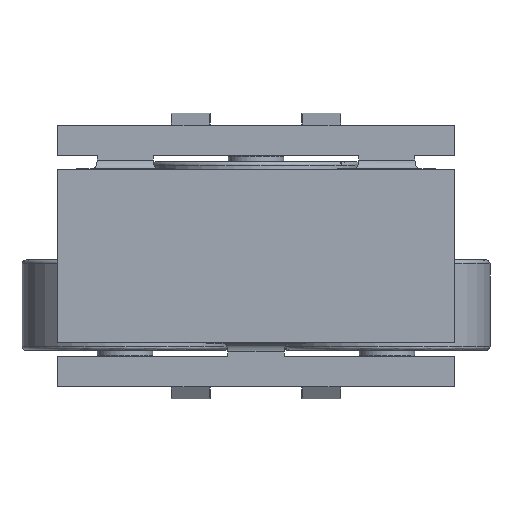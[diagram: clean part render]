
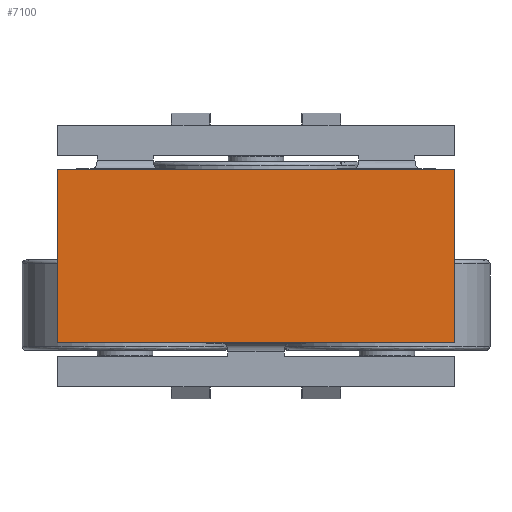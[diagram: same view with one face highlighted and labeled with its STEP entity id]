
A CAD part, front view. The second image highlights one B-rep face of the part: STEP entity #7100.
In plain terms, the highlighted planar face has unit normal (0, -1, 0).
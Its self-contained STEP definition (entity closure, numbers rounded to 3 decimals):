
#180 = LINE ( 'NONE', #10208, #7453 ) ;
#406 = DIRECTION ( 'NONE',  ( 0., -1., 0. ) ) ;
#1028 = DIRECTION ( 'NONE',  ( -1., 0., 0. ) ) ;
#1236 = DIRECTION ( 'NONE',  ( 0., 0., 1. ) ) ;
#1645 = ORIENTED_EDGE ( 'NONE', *, *, #8283, .T. ) ;
#2043 = EDGE_CURVE ( 'NONE', #11826, #8250, #9406, .T. ) ;
#2467 = VECTOR ( 'NONE', #4340, 1000. ) ;
#3029 = CARTESIAN_POINT ( 'NONE',  ( -25., 0., -10.913 ) ) ;
#3291 = CARTESIAN_POINT ( 'NONE',  ( -25., 0., 0. ) ) ;
#3302 = LINE ( 'NONE', #3853, #8240 ) ;
#3608 = VERTEX_POINT ( 'NONE', #8757 ) ;
#3853 = CARTESIAN_POINT ( 'NONE',  ( 0., 0., -10.913 ) ) ;
#4340 = DIRECTION ( 'NONE',  ( 0., 0., -1. ) ) ;
#5080 = ORIENTED_EDGE ( 'NONE', *, *, #10805, .T. ) ;
#5120 = LINE ( 'NONE', #3291, #2467 ) ;
#6255 = CARTESIAN_POINT ( 'NONE',  ( 0., 0., 0. ) ) ;
#6788 = VECTOR ( 'NONE', #1028, 1000. ) ;
#7100 = ADVANCED_FACE ( 'NONE', ( #7846 ), #10231, .T. ) ;
#7453 = VECTOR ( 'NONE', #1236, 1000. ) ;
#7795 = ORIENTED_EDGE ( 'NONE', *, *, #8037, .T. ) ;
#7846 = FACE_OUTER_BOUND ( 'NONE', #8558, .T. ) ;
#8037 = EDGE_CURVE ( 'NONE', #10771, #3608, #3302, .T. ) ;
#8240 = VECTOR ( 'NONE', #11642, 1000. ) ;
#8250 = VERTEX_POINT ( 'NONE', #11023 ) ;
#8283 = EDGE_CURVE ( 'NONE', #3608, #11826, #180, .T. ) ;
#8558 = EDGE_LOOP ( 'NONE', ( #10893, #5080, #7795, #1645 ) ) ;
#8757 = CARTESIAN_POINT ( 'NONE',  ( 25., 0., -10.913 ) ) ;
#9275 = DIRECTION ( 'NONE',  ( 0., 0., -1. ) ) ;
#9393 = AXIS2_PLACEMENT_3D ( 'NONE', #6255, #406, #9275 ) ;
#9406 = LINE ( 'NONE', #12023, #6788 ) ;
#10208 = CARTESIAN_POINT ( 'NONE',  ( 25., 0., 0. ) ) ;
#10231 = PLANE ( 'NONE',  #9393 ) ;
#10771 = VERTEX_POINT ( 'NONE', #3029 ) ;
#10805 = EDGE_CURVE ( 'NONE', #8250, #10771, #5120, .T. ) ;
#10893 = ORIENTED_EDGE ( 'NONE', *, *, #2043, .T. ) ;
#11023 = CARTESIAN_POINT ( 'NONE',  ( -25., 0., 10.913 ) ) ;
#11351 = CARTESIAN_POINT ( 'NONE',  ( 25., 0., 10.913 ) ) ;
#11642 = DIRECTION ( 'NONE',  ( 1., 0., 0. ) ) ;
#11826 = VERTEX_POINT ( 'NONE', #11351 ) ;
#12023 = CARTESIAN_POINT ( 'NONE',  ( 0., 0., 10.913 ) ) ;
